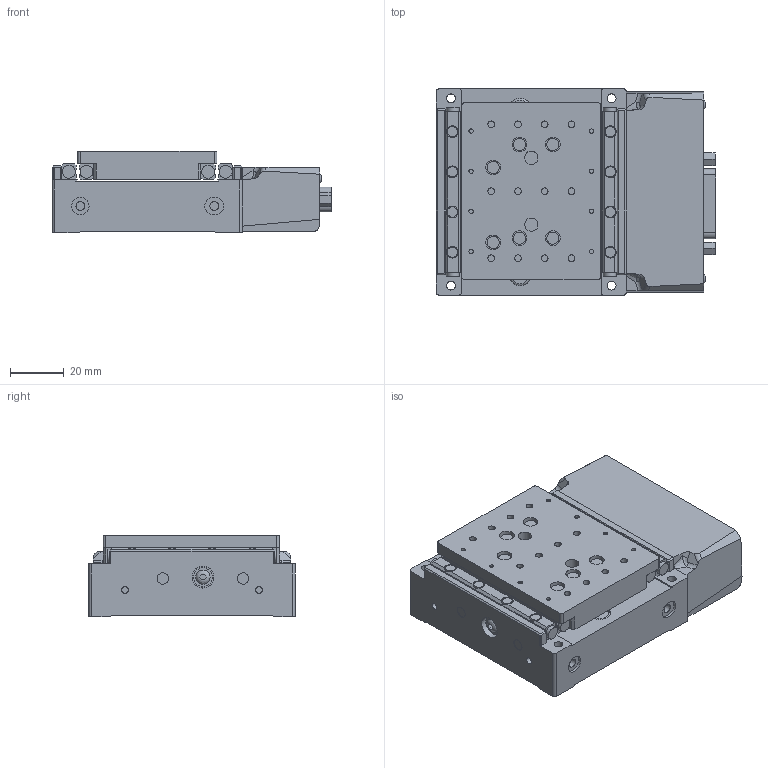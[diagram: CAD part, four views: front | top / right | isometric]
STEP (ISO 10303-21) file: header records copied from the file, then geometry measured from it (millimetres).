
FILE_DESCRIPTION (( 'STEP AP214' ), '1' );
FILE_NAME ('DMA_DMA10A-AE55ZJ2T10A.step', '2026-01-09T20:09:21', ( '' ), ( '' ), 'SwSTEP 2.0', 'SolidWorks 2025', '' );
FILE_SCHEMA (( 'AUTOMOTIVE_DESIGN' ));
Length unit declared in the file: millimetre
Products named in the file (3): DMA_base^DMA_DMA10A-ZT10; DMA_DMA10A-AE55ZJ2T10A; DMA_carriage^DMA
Assembly tree (2 placements, depth 2):
  DMA_DMA10A-AE55ZJ2T10A
    DMA_base^DMA_DMA10A-ZT10
    DMA_carriage^DMA
Bounding box: 104.4 x 77 x 30.5 mm (x, y, z)
Volume: 189221.1 mm3; surface area: 38963.1 mm2
Topology: 2 solids, 2 shells, 487 faces, 1118 edges, 731 vertices
Faces by surface type: plane 295, cylinder 167, cone 12, torus 9, bspline 4
Full cylindrical faces by diameter (mm): 0.625 x26, 1.6 x8, 2.26 x2, 2.5 x14, 3.3 x8, 3.8 x10, 4.2 x2, 4.4 x8, 4.5 x6, 4.8 x8, 5 x2, 5.5 x6, 6.51 x2, 7 x1, 8 x3, 8.2 x1
Entity records: 13329 total; most frequent: CARTESIAN_POINT 2641, DIRECTION 2231, ORIENTED_EDGE 1956, EDGE_CURVE 978, AXIS2_PLACEMENT_3D 835, VERTEX_POINT 707, EDGE_LOOP 707, FACE_OUTER_BOUND 599
